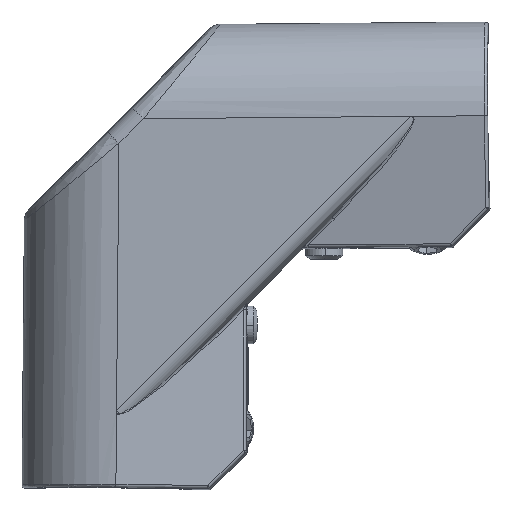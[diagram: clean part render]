
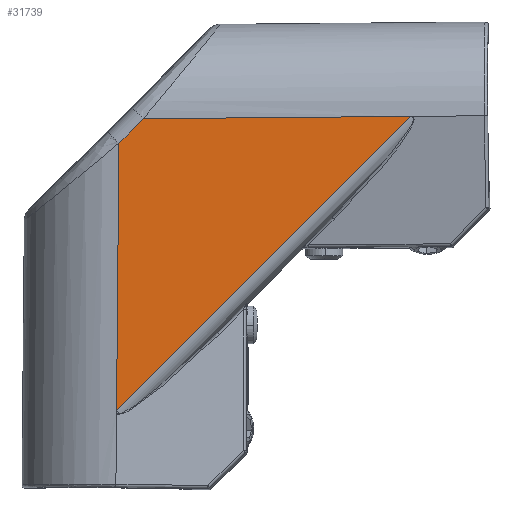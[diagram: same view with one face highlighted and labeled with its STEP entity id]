
A CAD part, top view. The second image highlights one B-rep face of the part: STEP entity #31739.
In plain terms, the highlighted planar face has unit normal (0, 0, 1).
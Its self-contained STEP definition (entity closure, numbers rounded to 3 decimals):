
#29069 = VERTEX_POINT ( 'NONE', #52241 ) ;
#31593 = EDGE_CURVE ( 'NONE', #31594, #31595, #57663, .T. ) ;
#31594 = VERTEX_POINT ( 'NONE', #57658 ) ;
#31595 = VERTEX_POINT ( 'NONE', #57657 ) ;
#31597 = ORIENTED_EDGE ( 'NONE', *, *, #31704, .T. ) ;
#31704 = EDGE_CURVE ( 'NONE', #31595, #31705, #57836, .T. ) ;
#31705 = VERTEX_POINT ( 'NONE', #57835 ) ;
#31707 = ORIENTED_EDGE ( 'NONE', *, *, #31709, .T. ) ;
#31709 = EDGE_CURVE ( 'NONE', #31705, #29069, #57839, .T. ) ;
#31710 = ORIENTED_EDGE ( 'NONE', *, *, #31712, .T. ) ;
#31712 = EDGE_CURVE ( 'NONE', #29069, #31714, #57824, .T. ) ;
#31714 = VERTEX_POINT ( 'NONE', #57881 ) ;
#31715 = ORIENTED_EDGE ( 'NONE', *, *, #31717, .T. ) ;
#31717 = EDGE_CURVE ( 'NONE', #31714, #31594, #57879, .T. ) ;
#31739 = ADVANCED_FACE ( 'NONE', ( #57901 ), #57900, .F. ) ;
#52241 = CARTESIAN_POINT ( 'NONE',  ( 7.754, 0.064, 30. ) ) ;
#57657 = CARTESIAN_POINT ( 'NONE',  ( 93.171, 0.741, 30. ) ) ;
#57658 = CARTESIAN_POINT ( 'NONE',  ( -0.81, -93.24, 30. ) ) ;
#57659 = DIRECTION ( 'NONE',  ( 0.707, 0.707, 0. ) ) ;
#57660 = VECTOR ( 'NONE', #57659, 1000. ) ;
#57662 = CARTESIAN_POINT ( 'NONE',  ( 120.731, 28.301, 30. ) ) ;
#57663 = LINE ( 'NONE', #57662, #57660 ) ;
#57820 = DIRECTION ( 'NONE',  ( -0.707, -0.707, 0. ) ) ;
#57822 = VECTOR ( 'NONE', #57820, 1000. ) ;
#57823 = CARTESIAN_POINT ( 'NONE',  ( 78.361, 70.671, 30. ) ) ;
#57824 = LINE ( 'NONE', #57823, #57822 ) ;
#57825 = DIRECTION ( 'NONE',  ( -1., -0.009, 0. ) ) ;
#57826 = VECTOR ( 'NONE', #57825, 1000. ) ;
#57827 = CARTESIAN_POINT ( 'NONE',  ( 118.262, 1.029, 30. ) ) ;
#57830 = CARTESIAN_POINT ( 'NONE',  ( 92.832, 0.807, 30. ) ) ;
#57831 = CARTESIAN_POINT ( 'NONE',  ( 92.947, 0.794, 30. ) ) ;
#57832 = CARTESIAN_POINT ( 'NONE',  ( 93.06, 0.773, 30. ) ) ;
#57833 = CARTESIAN_POINT ( 'NONE',  ( 93.171, 0.741, 30. ) ) ;
#57835 = CARTESIAN_POINT ( 'NONE',  ( 92.832, 0.807, 30. ) ) ;
#57836 = B_SPLINE_CURVE_WITH_KNOTS ( 'NONE', 3,
 ( #57833, #57832, #57831, #57830 ),
 .UNSPECIFIED., .F., .F.,
 ( 4, 4 ),
 ( 0., 0. ),
 .UNSPECIFIED. ) ;
#57839 = LINE ( 'NONE', #57827, #57826 ) ;
#57876 = DIRECTION ( 'NONE',  ( -0.009, -1., 0. ) ) ;
#57877 = VECTOR ( 'NONE', #57876, 1000. ) ;
#57878 = CARTESIAN_POINT ( 'NONE',  ( 0.283, 32.059, 30. ) ) ;
#57879 = LINE ( 'NONE', #57878, #57877 ) ;
#57881 = CARTESIAN_POINT ( 'NONE',  ( -0.064, -7.754, 30. ) ) ;
#57895 = DIRECTION ( 'NONE',  ( -1., 0., 0. ) ) ;
#57896 = DIRECTION ( 'NONE',  ( 0., 0., -1. ) ) ;
#57897 = AXIS2_PLACEMENT_3D ( 'NONE', #57898, #57896, #57895 ) ;
#57898 = CARTESIAN_POINT ( 'NONE',  ( 118., 31.032, 30. ) ) ;
#57900 = PLANE ( 'NONE',  #57897 ) ;
#57901 = FACE_OUTER_BOUND ( 'NONE', #62510, .T. ) ;
#62510 = EDGE_LOOP ( 'NONE', ( #62525, #31597, #31707, #31710, #31715 ) ) ;
#62525 = ORIENTED_EDGE ( 'NONE', *, *, #31593, .T. ) ;
